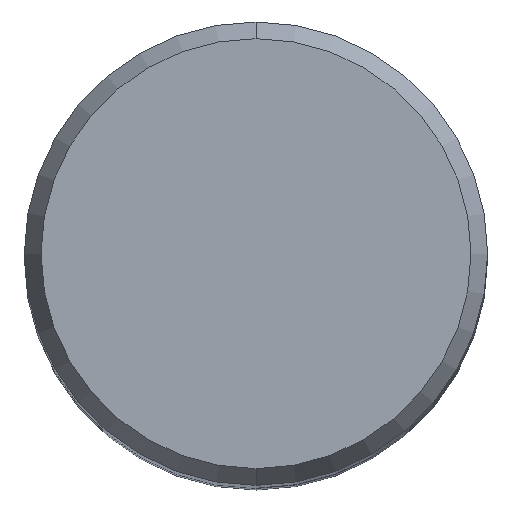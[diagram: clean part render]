
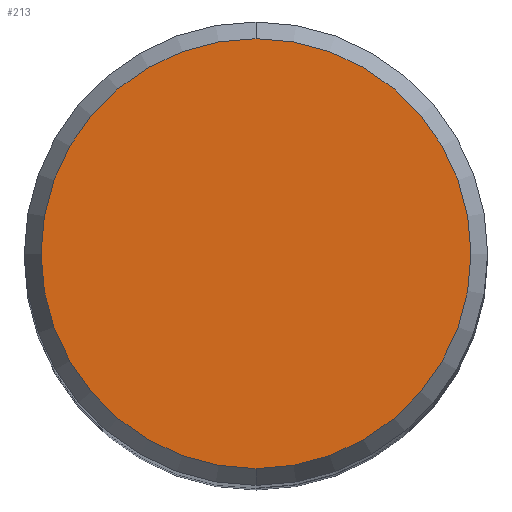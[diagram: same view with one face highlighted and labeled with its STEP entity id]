
A CAD part, top view. The second image highlights one B-rep face of the part: STEP entity #213.
In plain terms, the highlighted planar face has unit normal (0, 0, 1).
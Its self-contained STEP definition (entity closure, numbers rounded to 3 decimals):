
#209=VERTEX_POINT('',#570);
#213=ADVANCED_FACE('',(#574),#575,.T.);
#355=VERTEX_POINT('',#730);
#389=EDGE_CURVE('',#209,#355,#767,.T.);
#509=EDGE_CURVE('',#355,#209,#902,.T.);
#570=CARTESIAN_POINT('',(0.,-7.423,0.0));
#574=FACE_OUTER_BOUND('',#965,.T.);
#575=PLANE('',#966);
#730=CARTESIAN_POINT('',(0.0,7.423,0.0));
#767=CIRCLE('',#1366,7.423);
#902=CIRCLE('',#1676,7.423);
#965=EDGE_LOOP('',(#1743,#1744));
#966=AXIS2_PLACEMENT_3D('',#1745,#1746,#1747);
#1366=AXIS2_PLACEMENT_3D('',#1940,#1941,#1942);
#1676=AXIS2_PLACEMENT_3D('',#2106,#2107,#2108);
#1743=ORIENTED_EDGE('',*,*,#509,.F.);
#1744=ORIENTED_EDGE('',*,*,#389,.F.);
#1745=CARTESIAN_POINT('',(0.0,3.711,0.0));
#1746=DIRECTION('',(-0.0,0.0,1.0));
#1747=DIRECTION('',(0.0,-1.0,0.0));
#1940=CARTESIAN_POINT('',(0.0,0.0,0.0));
#1941=DIRECTION('',(0.0,0.0,-1.0));
#1942=DIRECTION('',(0.0,1.0,0.0));
#2106=CARTESIAN_POINT('',(0.0,0.0,0.0));
#2107=DIRECTION('',(0.0,0.0,-1.0));
#2108=DIRECTION('',(0.0,1.0,0.0));
